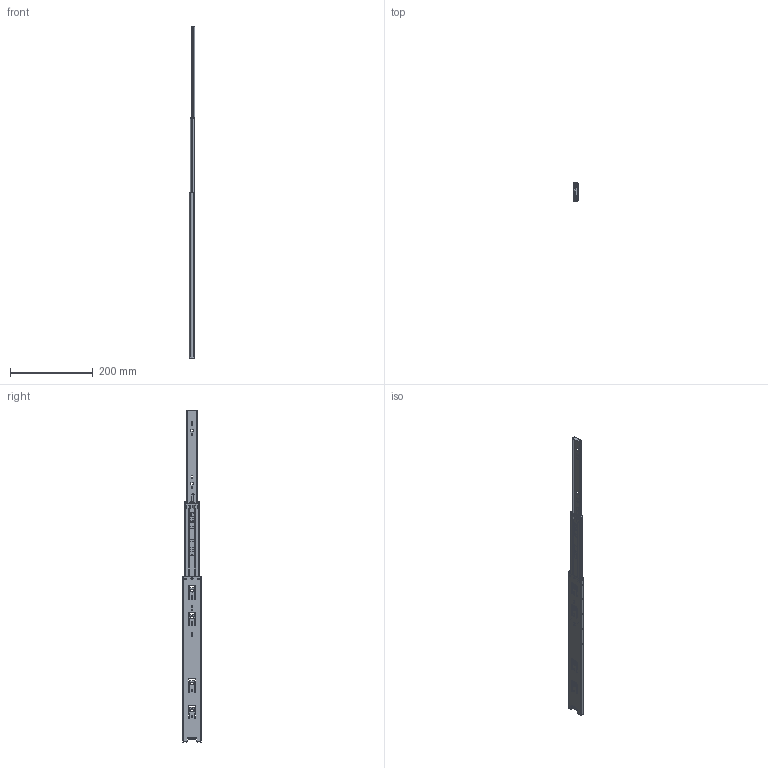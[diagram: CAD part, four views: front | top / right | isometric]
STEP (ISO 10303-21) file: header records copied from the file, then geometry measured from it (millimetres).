
FILE_DESCRIPTION (( 'STEP AP214' ), '1' );
FILE_NAME ('45#³£¹æ16´çopen.STEP', '2024-10-10T08:22:14', ( '' ), ( '' ), 'SwSTEP 2.0', 'SolidWorks 2016', '' );
FILE_SCHEMA (( 'AUTOMOTIVE_DESIGN' ));
Length unit declared in the file: millimetre
Products named in the file (10): 45坶蝶; 45中轨胶塞; 45#都寞俋寢16渡; 45#都寞笢寢16渡; 45#都寞16渡open; 45紩殤20渡; 詩紩4.72; 紩沭190; 45癹弇坶; 45#都寞囀寢16渡
Assembly tree (61 placements, depth 2):
  45#都寞16渡open
    45#都寞俋寢16渡
    45#都寞笢寢16渡
    45#都寞囀寢16渡
    45紩殤20渡
    詩紩4.72  x52
    紩沭190  x2
    45坶蝶
    45中轨胶塞
    45癹弇坶
Bounding box: 12.7 x 45.47 x 800 mm (x, y, z)
Volume: 88010.7 mm3; surface area: 150477.2 mm2
Topology: 67 solids, 67 shells, 2628 faces, 7349 edges, 4437 vertices
Faces by surface type: cylinder 860, plane 857, sphere 336, bspline 287, torus 284, cone 4
Entity records: 73915 total; most frequent: CARTESIAN_POINT 19347, ORIENTED_EDGE 11814, DIRECTION 10968, EDGE_CURVE 5907, AXIS2_PLACEMENT_3D 4158, VERTEX_POINT 3657, LINE 2652, VECTOR 2652
